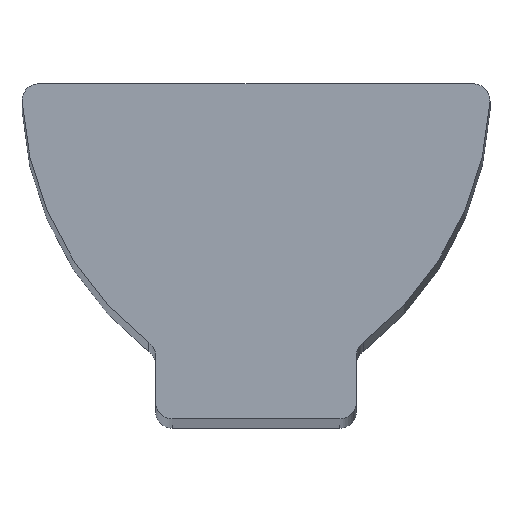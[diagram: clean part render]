
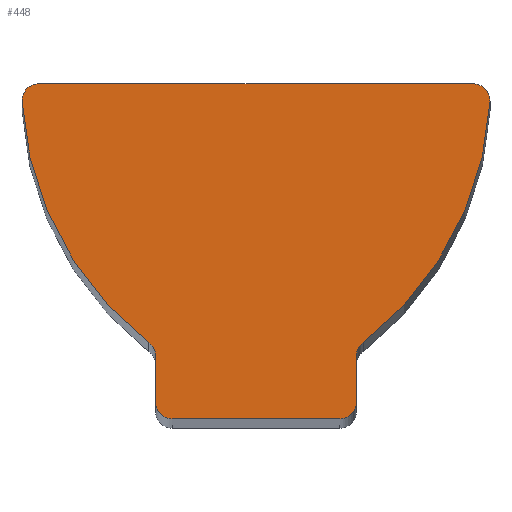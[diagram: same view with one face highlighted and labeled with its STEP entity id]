
A CAD part, top view. The second image highlights one B-rep face of the part: STEP entity #448.
In plain terms, the highlighted planar face has unit normal (0, 0, 1).
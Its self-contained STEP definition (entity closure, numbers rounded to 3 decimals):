
#5 = EDGE_CURVE ( 'NONE', #391, #291, #270, .T. ) ;
#21 = DIRECTION ( 'NONE',  ( 0., 0., -1. ) ) ;
#26 = CARTESIAN_POINT ( 'NONE',  ( 8.669, 31.75, 508. ) ) ;
#34 = AXIS2_PLACEMENT_3D ( 'NONE', #101, #177, #395 ) ;
#41 = EDGE_CURVE ( 'NONE', #133, #175, #310, .T. ) ;
#48 = AXIS2_PLACEMENT_3D ( 'NONE', #450, #516, #316 ) ;
#55 = LINE ( 'NONE', #240, #372 ) ;
#56 = EDGE_CURVE ( 'NONE', #383, #462, #126, .T. ) ;
#57 = DIRECTION ( 'NONE',  ( 0., 0., 1. ) ) ;
#59 = DIRECTION ( 'NONE',  ( 0., 1., 0. ) ) ;
#62 = CARTESIAN_POINT ( 'NONE',  ( 9.525, 1.587, 508. ) ) ;
#68 = CARTESIAN_POINT ( 'NONE',  ( -22.182, 30.162, 508. ) ) ;
#70 = FACE_OUTER_BOUND ( 'NONE', #208, .T. ) ;
#75 = VERTEX_POINT ( 'NONE', #482 ) ;
#84 = VERTEX_POINT ( 'NONE', #145 ) ;
#86 = DIRECTION ( 'NONE',  ( -1., 0., 0. ) ) ;
#92 = CARTESIAN_POINT ( 'NONE',  ( -9.525, 1.587, 508. ) ) ;
#99 = AXIS2_PLACEMENT_3D ( 'NONE', #538, #21, #454 ) ;
#101 = CARTESIAN_POINT ( 'NONE',  ( -7.938, 1.587, 508. ) ) ;
#102 = EDGE_CURVE ( 'NONE', #84, #278, #473, .T. ) ;
#110 = DIRECTION ( 'NONE',  ( -1., 0., 0. ) ) ;
#111 = AXIS2_PLACEMENT_3D ( 'NONE', #343, #348, #220 ) ;
#117 = DIRECTION ( 'NONE',  ( 0., 0., -1. ) ) ;
#119 = DIRECTION ( 'NONE',  ( 0., 0., 1. ) ) ;
#120 = VECTOR ( 'NONE', #490, 1000. ) ;
#126 = LINE ( 'NONE', #301, #163 ) ;
#133 = VERTEX_POINT ( 'NONE', #314 ) ;
#142 = EDGE_CURVE ( 'NONE', #307, #383, #491, .T. ) ;
#145 = CARTESIAN_POINT ( 'NONE',  ( 9.525, 5.987, 508. ) ) ;
#146 = CIRCLE ( 'NONE', #284, 30.894 ) ;
#149 = DIRECTION ( 'NONE',  ( 1., 0., 0. ) ) ;
#158 = CARTESIAN_POINT ( 'NONE',  ( 20.594, 30.162, 508. ) ) ;
#163 = VECTOR ( 'NONE', #149, 1000. ) ;
#166 = CARTESIAN_POINT ( 'NONE',  ( -20.594, 30.162, 508. ) ) ;
#175 = VERTEX_POINT ( 'NONE', #368 ) ;
#177 = DIRECTION ( 'NONE',  ( 0., 0., 1. ) ) ;
#193 = DIRECTION ( 'NONE',  ( 0., 0., -1. ) ) ;
#194 = CIRCLE ( 'NONE', #441, 1.588 ) ;
#200 = DIRECTION ( 'NONE',  ( 0., 0., 1. ) ) ;
#206 = CARTESIAN_POINT ( 'NONE',  ( -11.113, 5.987, 508. ) ) ;
#208 = EDGE_LOOP ( 'NONE', ( #486, #305, #444, #319, #375, #212, #535, #223, #497, #237, #297, #384, #389 ) ) ;
#212 = ORIENTED_EDGE ( 'NONE', *, *, #142, .T. ) ;
#213 = DIRECTION ( 'NONE',  ( -1., 0., 0. ) ) ;
#220 = DIRECTION ( 'NONE',  ( -1., 0., 0. ) ) ;
#223 = ORIENTED_EDGE ( 'NONE', *, *, #241, .T. ) ;
#225 = CIRCLE ( 'NONE', #111, 30.894 ) ;
#234 = EDGE_CURVE ( 'NONE', #291, #75, #146, .T. ) ;
#237 = ORIENTED_EDGE ( 'NONE', *, *, #102, .T. ) ;
#240 = CARTESIAN_POINT ( 'NONE',  ( 9.525, 1.587, 508. ) ) ;
#241 = EDGE_CURVE ( 'NONE', #462, #421, #302, .T. ) ;
#253 = AXIS2_PLACEMENT_3D ( 'NONE', #166, #469, #472 ) ;
#270 = CIRCLE ( 'NONE', #253, 1.587 ) ;
#273 = CARTESIAN_POINT ( 'NONE',  ( 11.113, 5.987, 508. ) ) ;
#278 = VERTEX_POINT ( 'NONE', #359 ) ;
#282 = DIRECTION ( 'NONE',  ( 1., 0., 0. ) ) ;
#284 = AXIS2_PLACEMENT_3D ( 'NONE', #26, #57, #282 ) ;
#285 = CARTESIAN_POINT ( 'NONE',  ( -9.525, 1.587, 508. ) ) ;
#288 = PLANE ( 'NONE',  #99 ) ;
#291 = VERTEX_POINT ( 'NONE', #487 ) ;
#295 = AXIS2_PLACEMENT_3D ( 'NONE', #158, #119, #452 ) ;
#297 = ORIENTED_EDGE ( 'NONE', *, *, #503, .T. ) ;
#299 = EDGE_CURVE ( 'NONE', #421, #84, #55, .T. ) ;
#301 = CARTESIAN_POINT ( 'NONE',  ( -7.938, 0., 508. ) ) ;
#302 = CIRCLE ( 'NONE', #48, 1.588 ) ;
#305 = ORIENTED_EDGE ( 'NONE', *, *, #5, .T. ) ;
#307 = VERTEX_POINT ( 'NONE', #92 ) ;
#310 = LINE ( 'NONE', #541, #416 ) ;
#314 = CARTESIAN_POINT ( 'NONE',  ( 20.594, 31.75, 508. ) ) ;
#316 = DIRECTION ( 'NONE',  ( 1., 0., 0. ) ) ;
#317 = DIRECTION ( 'NONE',  ( -1., 0., 0. ) ) ;
#319 = ORIENTED_EDGE ( 'NONE', *, *, #392, .T. ) ;
#343 = CARTESIAN_POINT ( 'NONE',  ( -8.669, 31.75, 508. ) ) ;
#344 = VERTEX_POINT ( 'NONE', #461 ) ;
#348 = DIRECTION ( 'NONE',  ( 0., 0., 1. ) ) ;
#350 = EDGE_CURVE ( 'NONE', #344, #307, #528, .T. ) ;
#359 = CARTESIAN_POINT ( 'NONE',  ( 10.146, 7.246, 508. ) ) ;
#368 = CARTESIAN_POINT ( 'NONE',  ( -20.594, 31.75, 508. ) ) ;
#372 = VECTOR ( 'NONE', #59, 1000. ) ;
#375 = ORIENTED_EDGE ( 'NONE', *, *, #350, .T. ) ;
#376 = CARTESIAN_POINT ( 'NONE',  ( -20.594, 30.162, 508. ) ) ;
#383 = VERTEX_POINT ( 'NONE', #536 ) ;
#384 = ORIENTED_EDGE ( 'NONE', *, *, #402, .T. ) ;
#389 = ORIENTED_EDGE ( 'NONE', *, *, #41, .T. ) ;
#391 = VERTEX_POINT ( 'NONE', #68 ) ;
#392 = EDGE_CURVE ( 'NONE', #75, #344, #194, .T. ) ;
#395 = DIRECTION ( 'NONE',  ( 1., 0., 0. ) ) ;
#398 = AXIS2_PLACEMENT_3D ( 'NONE', #273, #193, #317 ) ;
#402 = EDGE_CURVE ( 'NONE', #508, #133, #498, .T. ) ;
#410 = CARTESIAN_POINT ( 'NONE',  ( 7.938, 0., 508. ) ) ;
#416 = VECTOR ( 'NONE', #86, 1000. ) ;
#421 = VERTEX_POINT ( 'NONE', #62 ) ;
#427 = CIRCLE ( 'NONE', #540, 1.587 ) ;
#435 = EDGE_CURVE ( 'NONE', #175, #391, #427, .T. ) ;
#441 = AXIS2_PLACEMENT_3D ( 'NONE', #206, #117, #110 ) ;
#444 = ORIENTED_EDGE ( 'NONE', *, *, #234, .T. ) ;
#448 = ADVANCED_FACE ( 'NONE', ( #70 ), #288, .F. ) ;
#450 = CARTESIAN_POINT ( 'NONE',  ( 7.938, 1.587, 508. ) ) ;
#452 = DIRECTION ( 'NONE',  ( -1., 0., 0. ) ) ;
#454 = DIRECTION ( 'NONE',  ( -1., 0., 0. ) ) ;
#461 = CARTESIAN_POINT ( 'NONE',  ( -9.525, 5.987, 508. ) ) ;
#462 = VERTEX_POINT ( 'NONE', #410 ) ;
#469 = DIRECTION ( 'NONE',  ( 0., 0., 1. ) ) ;
#472 = DIRECTION ( 'NONE',  ( -1., 0., 0. ) ) ;
#473 = CIRCLE ( 'NONE', #398, 1.588 ) ;
#482 = CARTESIAN_POINT ( 'NONE',  ( -10.146, 7.246, 508. ) ) ;
#486 = ORIENTED_EDGE ( 'NONE', *, *, #435, .T. ) ;
#487 = CARTESIAN_POINT ( 'NONE',  ( -22.18, 30.077, 508. ) ) ;
#490 = DIRECTION ( 'NONE',  ( 0., -1., 0. ) ) ;
#491 = CIRCLE ( 'NONE', #34, 1.588 ) ;
#497 = ORIENTED_EDGE ( 'NONE', *, *, #299, .T. ) ;
#498 = CIRCLE ( 'NONE', #295, 1.587 ) ;
#502 = CARTESIAN_POINT ( 'NONE',  ( 22.18, 30.077, 508. ) ) ;
#503 = EDGE_CURVE ( 'NONE', #278, #508, #225, .T. ) ;
#508 = VERTEX_POINT ( 'NONE', #502 ) ;
#516 = DIRECTION ( 'NONE',  ( 0., 0., 1. ) ) ;
#528 = LINE ( 'NONE', #285, #120 ) ;
#535 = ORIENTED_EDGE ( 'NONE', *, *, #56, .T. ) ;
#536 = CARTESIAN_POINT ( 'NONE',  ( -7.938, 0., 508. ) ) ;
#538 = CARTESIAN_POINT ( 'NONE',  ( -20.594, 30.162, 508. ) ) ;
#540 = AXIS2_PLACEMENT_3D ( 'NONE', #376, #200, #213 ) ;
#541 = CARTESIAN_POINT ( 'NONE',  ( -20.594, 31.75, 508. ) ) ;
